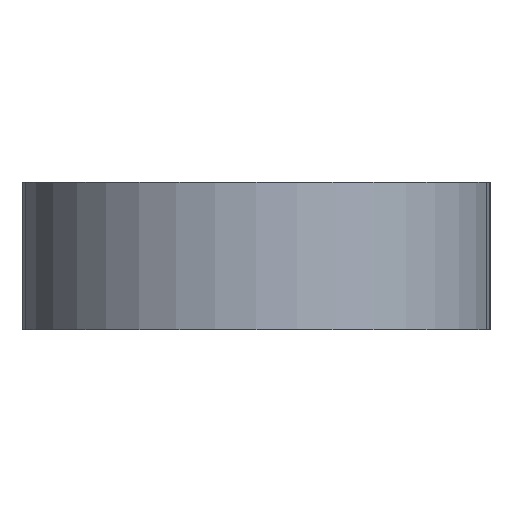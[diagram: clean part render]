
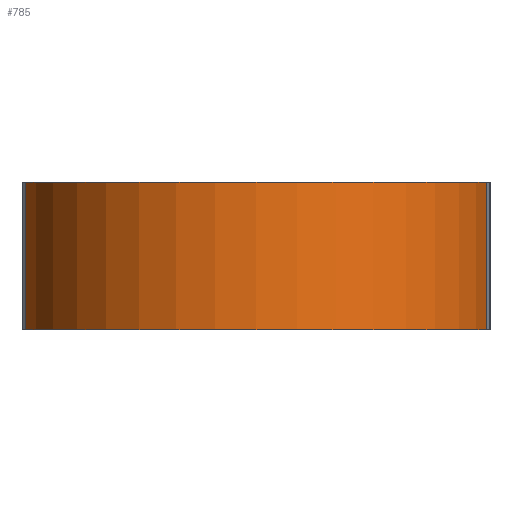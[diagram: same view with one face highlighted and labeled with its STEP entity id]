
A CAD part, left-side view. The second image highlights one B-rep face of the part: STEP entity #785.
In plain terms, the highlighted cylindrical face has radius 19.05 mm (diameter 38.1 mm), a partial arc.
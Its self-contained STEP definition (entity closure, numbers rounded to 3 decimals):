
#6 = LINE ( 'NONE', #187, #628 ) ;
#116 = DIRECTION ( 'NONE',  ( 0., -1., 0. ) ) ;
#157 = CARTESIAN_POINT ( 'NONE',  ( -153.308, 18.761, -12. ) ) ;
#176 = CARTESIAN_POINT ( 'NONE',  ( -153.308, 18.761, 0. ) ) ;
#187 = CARTESIAN_POINT ( 'NONE',  ( -153.308, 18.761, -12. ) ) ;
#192 = EDGE_CURVE ( 'NONE', #1106, #558, #738, .T. ) ;
#194 = DIRECTION ( 'NONE',  ( 0., 0., 1. ) ) ;
#218 = CARTESIAN_POINT ( 'NONE',  ( -150., 0., -12. ) ) ;
#230 = ORIENTED_EDGE ( 'NONE', *, *, #703, .T. ) ;
#290 = EDGE_CURVE ( 'NONE', #509, #1106, #6, .T. ) ;
#307 = DIRECTION ( 'NONE',  ( 0., -1., 0. ) ) ;
#327 = LINE ( 'NONE', #1009, #459 ) ;
#342 = CARTESIAN_POINT ( 'NONE',  ( -153.308, -18.761, 0. ) ) ;
#448 = ORIENTED_EDGE ( 'NONE', *, *, #192, .F. ) ;
#459 = VECTOR ( 'NONE', #677, 1000. ) ;
#509 = VERTEX_POINT ( 'NONE', #157 ) ;
#541 = CARTESIAN_POINT ( 'NONE',  ( -150., 0., 0. ) ) ;
#542 = VERTEX_POINT ( 'NONE', #1042 ) ;
#555 = DIRECTION ( 'NONE',  ( 0., 0., 1. ) ) ;
#558 = VERTEX_POINT ( 'NONE', #342 ) ;
#628 = VECTOR ( 'NONE', #194, 1000. ) ;
#656 = CYLINDRICAL_SURFACE ( 'NONE', #902, 19.05 ) ;
#677 = DIRECTION ( 'NONE',  ( 0., 0., 1. ) ) ;
#703 = EDGE_CURVE ( 'NONE', #509, #542, #847, .T. ) ;
#738 = CIRCLE ( 'NONE', #879, 19.05 ) ;
#778 = AXIS2_PLACEMENT_3D ( 'NONE', #218, #555, #896 ) ;
#785 = ADVANCED_FACE ( 'NONE', ( #818 ), #656, .T. ) ;
#818 = FACE_OUTER_BOUND ( 'NONE', #895, .T. ) ;
#847 = CIRCLE ( 'NONE', #778, 19.05 ) ;
#869 = ORIENTED_EDGE ( 'NONE', *, *, #1035, .T. ) ;
#876 = DIRECTION ( 'NONE',  ( 0., 0., 1. ) ) ;
#879 = AXIS2_PLACEMENT_3D ( 'NONE', #541, #876, #116 ) ;
#895 = EDGE_LOOP ( 'NONE', ( #448, #1083, #230, #869 ) ) ;
#896 = DIRECTION ( 'NONE',  ( 0., -1., 0. ) ) ;
#902 = AXIS2_PLACEMENT_3D ( 'NONE', #1069, #907, #307 ) ;
#907 = DIRECTION ( 'NONE',  ( 0., 0., 1. ) ) ;
#1009 = CARTESIAN_POINT ( 'NONE',  ( -153.308, -18.761, -12. ) ) ;
#1035 = EDGE_CURVE ( 'NONE', #542, #558, #327, .T. ) ;
#1042 = CARTESIAN_POINT ( 'NONE',  ( -153.308, -18.761, -12. ) ) ;
#1069 = CARTESIAN_POINT ( 'NONE',  ( -150., 0., -12. ) ) ;
#1083 = ORIENTED_EDGE ( 'NONE', *, *, #290, .F. ) ;
#1106 = VERTEX_POINT ( 'NONE', #176 ) ;
